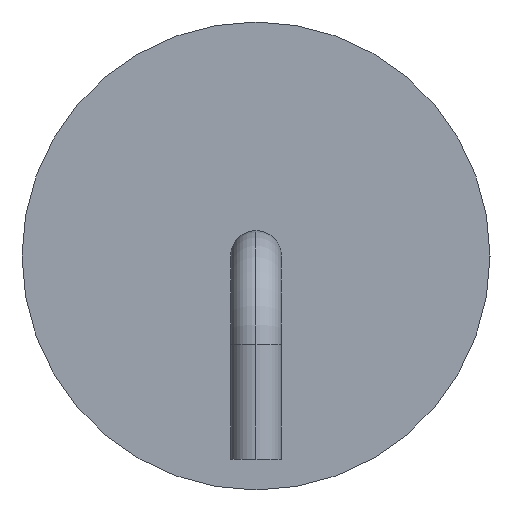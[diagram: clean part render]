
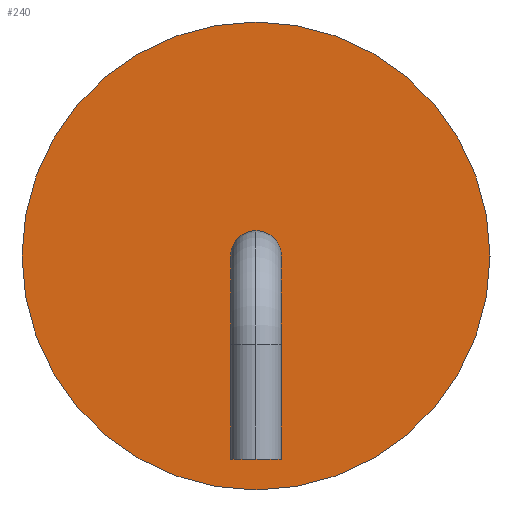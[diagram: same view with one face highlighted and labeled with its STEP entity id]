
A CAD part, left-side view. The second image highlights one B-rep face of the part: STEP entity #240.
In plain terms, the highlighted planar face has unit normal (-1, 0, 0).
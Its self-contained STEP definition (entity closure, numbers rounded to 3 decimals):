
#220 = EDGE_CURVE('',#221,#221,#223,.T.);
#221 = VERTEX_POINT('',#222);
#222 = CARTESIAN_POINT('',(3.439,0.,0.));
#223 = CIRCLE('',#224,3.747);
#224 = AXIS2_PLACEMENT_3D('',#225,#226,#227);
#225 = CARTESIAN_POINT('',(3.439,0.,3.746));
#226 = DIRECTION('',(-1.,0.,0.));
#227 = DIRECTION('',(0.,0.,1.));
#240 = ADVANCED_FACE('',(#241,#244),#264,.T.);
#241 = FACE_BOUND('',#242,.T.);
#242 = EDGE_LOOP('',(#243));
#243 = ORIENTED_EDGE('',*,*,#220,.T.);
#244 = FACE_BOUND('',#245,.T.);
#245 = EDGE_LOOP('',(#246,#257));
#246 = ORIENTED_EDGE('',*,*,#247,.F.);
#247 = EDGE_CURVE('',#248,#250,#252,.T.);
#248 = VERTEX_POINT('',#249);
#249 = CARTESIAN_POINT('',(3.439,0.,3.34));
#250 = VERTEX_POINT('',#251);
#251 = CARTESIAN_POINT('',(3.439,0.,4.153));
#252 = CIRCLE('',#253,0.406);
#253 = AXIS2_PLACEMENT_3D('',#254,#255,#256);
#254 = CARTESIAN_POINT('',(3.439,0.,3.746));
#255 = DIRECTION('',(-1.,0.,0.));
#256 = DIRECTION('',(0.,0.,-1.));
#257 = ORIENTED_EDGE('',*,*,#258,.F.);
#258 = EDGE_CURVE('',#250,#248,#259,.T.);
#259 = CIRCLE('',#260,0.406);
#260 = AXIS2_PLACEMENT_3D('',#261,#262,#263);
#261 = CARTESIAN_POINT('',(3.439,0.,3.746));
#262 = DIRECTION('',(-1.,0.,0.));
#263 = DIRECTION('',(0.,0.,-1.));
#264 = PLANE('',#265);
#265 = AXIS2_PLACEMENT_3D('',#266,#267,#268);
#266 = CARTESIAN_POINT('',(3.439,0.,3.746));
#267 = DIRECTION('',(-1.,0.,0.));
#268 = DIRECTION('',(0.,1.,0.));
